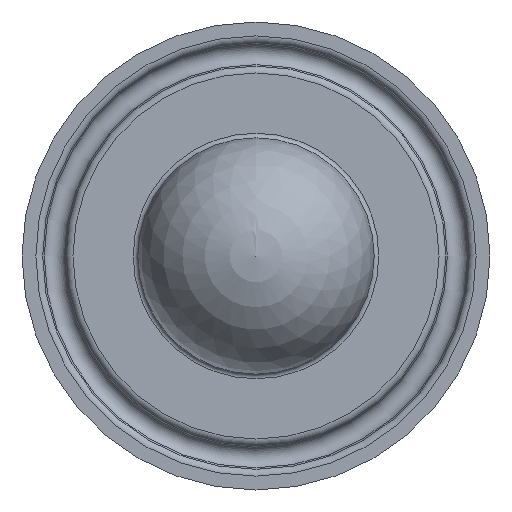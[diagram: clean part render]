
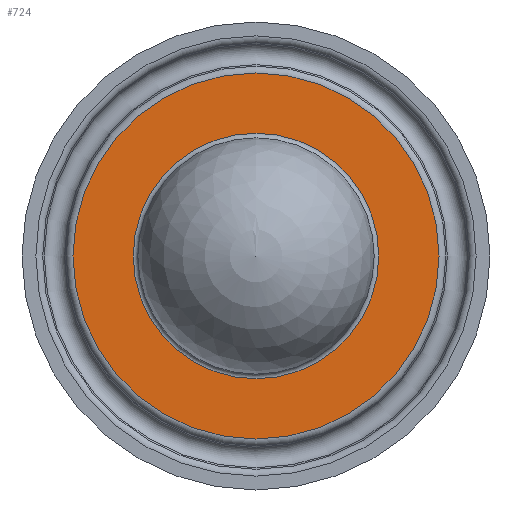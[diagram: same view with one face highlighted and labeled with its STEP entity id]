
A CAD part, front view. The second image highlights one B-rep face of the part: STEP entity #724.
In plain terms, the highlighted planar face has unit normal (0, -1, 0).
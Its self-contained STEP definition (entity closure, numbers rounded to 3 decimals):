
#31=FACE_BOUND('',#180,.T.);
#44=PLANE('',#822);
#133=FACE_OUTER_BOUND('',#179,.T.);
#179=EDGE_LOOP('',(#537));
#180=EDGE_LOOP('',(#538));
#222=CIRCLE('',#778,19.747);
#253=CIRCLE('',#823,13.25);
#295=VERTEX_POINT('',#1158);
#320=VERTEX_POINT('',#1234);
#365=EDGE_CURVE('',#295,#295,#222,.T.);
#402=EDGE_CURVE('',#320,#320,#253,.T.);
#537=ORIENTED_EDGE('',*,*,#365,.T.);
#538=ORIENTED_EDGE('',*,*,#402,.F.);
#724=ADVANCED_FACE('',(#133,#31),#44,.T.);
#778=AXIS2_PLACEMENT_3D('',#1159,#901,#902);
#822=AXIS2_PLACEMENT_3D('',#1233,#995,#996);
#823=AXIS2_PLACEMENT_3D('',#1235,#997,#998);
#901=DIRECTION('center_axis',(0.,-1.,0.));
#902=DIRECTION('ref_axis',(1.,0.,0.));
#995=DIRECTION('center_axis',(0.,-1.,0.));
#996=DIRECTION('ref_axis',(0.,0.,-1.));
#997=DIRECTION('center_axis',(0.,-1.,0.));
#998=DIRECTION('ref_axis',(-1.,0.,0.));
#1158=CARTESIAN_POINT('',(0.,68.,19.747));
#1159=CARTESIAN_POINT('Origin',(0.,68.,0.));
#1233=CARTESIAN_POINT('Origin',(16.249,68.,0.));
#1234=CARTESIAN_POINT('',(0.,68.,13.25));
#1235=CARTESIAN_POINT('Origin',(0.,68.,0.));
